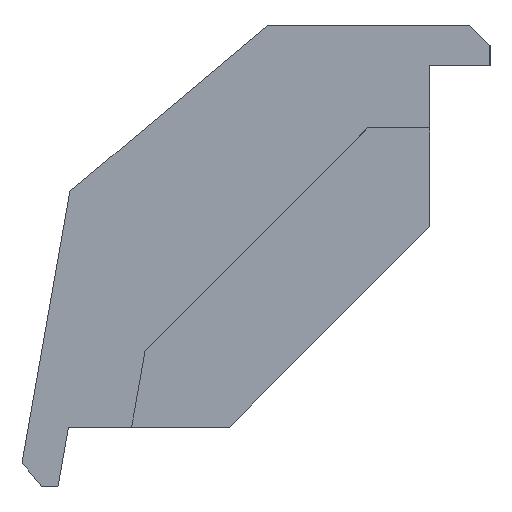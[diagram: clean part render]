
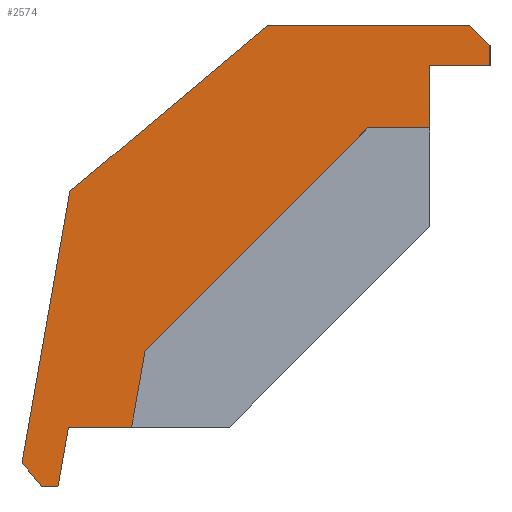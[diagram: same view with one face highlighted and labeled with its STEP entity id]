
A CAD part, left-side view. The second image highlights one B-rep face of the part: STEP entity #2574.
In plain terms, the highlighted planar face has unit normal (-1, 0, 0).
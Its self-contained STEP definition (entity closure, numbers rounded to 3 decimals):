
#86 = DIRECTION ( 'NONE',  ( 0., 0.174, -0.985 ) ) ;
#113 = EDGE_CURVE ( 'NONE', #447, #1274, #1702, .T. ) ;
#118 = VERTEX_POINT ( 'NONE', #1060 ) ;
#130 = FACE_OUTER_BOUND ( 'NONE', #1548, .T. ) ;
#159 = VERTEX_POINT ( 'NONE', #444 ) ;
#246 = CARTESIAN_POINT ( 'NONE',  ( 4.702, 92.753, -14.723 ) ) ;
#250 = CARTESIAN_POINT ( 'NONE',  ( 4.702, 82.294, 25.909 ) ) ;
#259 = DIRECTION ( 'NONE',  ( 0., 0.174, -0.985 ) ) ;
#271 = VECTOR ( 'NONE', #2148, 1000. ) ;
#288 = ORIENTED_EDGE ( 'NONE', *, *, #2261, .T. ) ;
#318 = LINE ( 'NONE', #1931, #1742 ) ;
#326 = ORIENTED_EDGE ( 'NONE', *, *, #2555, .F. ) ;
#327 = VECTOR ( 'NONE', #1008, 1000. ) ;
#350 = ORIENTED_EDGE ( 'NONE', *, *, #1628, .T. ) ;
#385 = CARTESIAN_POINT ( 'NONE',  ( 4.702, 88.815, 18.954 ) ) ;
#444 = CARTESIAN_POINT ( 'NONE',  ( 4.702, 83.146, 21.909 ) ) ;
#447 = VERTEX_POINT ( 'NONE', #1295 ) ;
#453 = EDGE_CURVE ( 'NONE', #608, #2569, #659, .T. ) ;
#467 = VECTOR ( 'NONE', #1418, 1000. ) ;
#487 = VERTEX_POINT ( 'NONE', #2485 ) ;
#490 = EDGE_CURVE ( 'NONE', #487, #2530, #1874, .T. ) ;
#536 = DIRECTION ( 'NONE',  ( 1., 0., 0. ) ) ;
#569 = VERTEX_POINT ( 'NONE', #923 ) ;
#603 = DIRECTION ( 'NONE',  ( 0., -0.643, -0.766 ) ) ;
#608 = VERTEX_POINT ( 'NONE', #2007 ) ;
#612 = VERTEX_POINT ( 'NONE', #814 ) ;
#614 = EDGE_CURVE ( 'NONE', #2049, #2569, #616, .T. ) ;
#616 = LINE ( 'NONE', #385, #327 ) ;
#635 = LINE ( 'NONE', #2020, #2481 ) ;
#659 = LINE ( 'NONE', #246, #2042 ) ;
#670 = VECTOR ( 'NONE', #2009, 1000. ) ;
#676 = VECTOR ( 'NONE', #603, 1000. ) ;
#679 = DIRECTION ( 'NONE',  ( 0., 0., 1. ) ) ;
#696 = ORIENTED_EDGE ( 'NONE', *, *, #490, .T. ) ;
#719 = DIRECTION ( 'NONE',  ( 0., 0., -1. ) ) ;
#730 = CARTESIAN_POINT ( 'NONE',  ( 4.702, -50.718, -63.091 ) ) ;
#746 = DIRECTION ( 'NONE',  ( 0., 0.174, -0.985 ) ) ;
#766 = VERTEX_POINT ( 'NONE', #1733 ) ;
#790 = VERTEX_POINT ( 'NONE', #2568 ) ;
#814 = CARTESIAN_POINT ( 'NONE',  ( 4.702, 68.294, 36.809 ) ) ;
#843 = CARTESIAN_POINT ( 'NONE',  ( 4.702, 65.294, 39.909 ) ) ;
#894 = AXIS2_PLACEMENT_3D ( 'NONE', #730, #536, #719 ) ;
#923 = CARTESIAN_POINT ( 'NONE',  ( 4.702, 82.472, 25.731 ) ) ;
#925 = DIRECTION ( 'NONE',  ( 0., 1., 0. ) ) ;
#931 = LINE ( 'NONE', #1343, #1568 ) ;
#961 = CARTESIAN_POINT ( 'NONE',  ( 4.702, 65.294, 40.909 ) ) ;
#994 = ORIENTED_EDGE ( 'NONE', *, *, #614, .T. ) ;
#1008 = DIRECTION ( 'NONE',  ( 0., -1., 0. ) ) ;
#1041 = DIRECTION ( 'NONE',  ( 0., 1., 0. ) ) ;
#1060 = CARTESIAN_POINT ( 'NONE',  ( 4.702, 66.294, 41.909 ) ) ;
#1064 = EDGE_CURVE ( 'NONE', #569, #159, #1756, .T. ) ;
#1094 = ORIENTED_EDGE ( 'NONE', *, *, #1064, .F. ) ;
#1127 = ORIENTED_EDGE ( 'NONE', *, *, #1740, .T. ) ;
#1129 = CARTESIAN_POINT ( 'NONE',  ( 4.702, 71.394, 36.809 ) ) ;
#1130 = EDGE_CURVE ( 'NONE', #159, #608, #2193, .T. ) ;
#1153 = LINE ( 'NONE', #2122, #1784 ) ;
#1274 = VERTEX_POINT ( 'NONE', #1374 ) ;
#1295 = CARTESIAN_POINT ( 'NONE',  ( 4.702, 86.225, 33.645 ) ) ;
#1343 = CARTESIAN_POINT ( 'NONE',  ( 4.702, 66.294, 41.909 ) ) ;
#1374 = CARTESIAN_POINT ( 'NONE',  ( 4.702, 88.608, 20.128 ) ) ;
#1414 = ORIENTED_EDGE ( 'NONE', *, *, #1457, .T. ) ;
#1418 = DIRECTION ( 'NONE',  ( 0., -0.707, 0.707 ) ) ;
#1446 = LINE ( 'NONE', #250, #467 ) ;
#1457 = EDGE_CURVE ( 'NONE', #2530, #118, #931, .T. ) ;
#1475 = VERTEX_POINT ( 'NONE', #1129 ) ;
#1520 = VECTOR ( 'NONE', #746, 1000. ) ;
#1548 = EDGE_LOOP ( 'NONE', ( #2263, #350, #994, #1857, #2401, #1094, #1127, #326, #2520, #1897, #696, #1414, #1554, #288 ) ) ;
#1554 = ORIENTED_EDGE ( 'NONE', *, *, #2045, .T. ) ;
#1555 = CARTESIAN_POINT ( 'NONE',  ( 4.702, 76.376, 41.909 ) ) ;
#1568 = VECTOR ( 'NONE', #2519, 1000. ) ;
#1573 = VECTOR ( 'NONE', #1866, 1000. ) ;
#1628 = EDGE_CURVE ( 'NONE', #1274, #2049, #2403, .T. ) ;
#1635 = CARTESIAN_POINT ( 'NONE',  ( 4.702, -50.718, 21.909 ) ) ;
#1666 = CARTESIAN_POINT ( 'NONE',  ( 4.702, 103.282, -63.091 ) ) ;
#1670 = EDGE_CURVE ( 'NONE', #487, #766, #1816, .T. ) ;
#1702 = LINE ( 'NONE', #1666, #2160 ) ;
#1733 = CARTESIAN_POINT ( 'NONE',  ( 4.702, 68.294, 39.909 ) ) ;
#1740 = EDGE_CURVE ( 'NONE', #569, #1475, #1446, .T. ) ;
#1742 = VECTOR ( 'NONE', #679, 1000. ) ;
#1752 = PLANE ( 'NONE',  #894 ) ;
#1756 = LINE ( 'NONE', #2179, #1520 ) ;
#1770 = CARTESIAN_POINT ( 'NONE',  ( 4.702, 87.623, 18.954 ) ) ;
#1784 = VECTOR ( 'NONE', #925, 1000. ) ;
#1806 = EDGE_CURVE ( 'NONE', #612, #766, #318, .T. ) ;
#1816 = LINE ( 'NONE', #2454, #1573 ) ;
#1824 = CARTESIAN_POINT ( 'NONE',  ( 4.702, 87.623, 18.954 ) ) ;
#1857 = ORIENTED_EDGE ( 'NONE', *, *, #453, .F. ) ;
#1866 = DIRECTION ( 'NONE',  ( 0., 1., 0. ) ) ;
#1874 = LINE ( 'NONE', #843, #2006 ) ;
#1897 = ORIENTED_EDGE ( 'NONE', *, *, #1670, .F. ) ;
#1931 = CARTESIAN_POINT ( 'NONE',  ( 4.702, 68.294, 46.909 ) ) ;
#1957 = CARTESIAN_POINT ( 'NONE',  ( 4.702, 86.815, 18.954 ) ) ;
#2006 = VECTOR ( 'NONE', #2471, 1000. ) ;
#2007 = CARTESIAN_POINT ( 'NONE',  ( 4.702, 86.294, 21.909 ) ) ;
#2009 = DIRECTION ( 'NONE',  ( 0., 1., 0. ) ) ;
#2020 = CARTESIAN_POINT ( 'NONE',  ( 4.702, -50.718, 41.909 ) ) ;
#2042 = VECTOR ( 'NONE', #259, 1000. ) ;
#2045 = EDGE_CURVE ( 'NONE', #118, #790, #635, .T. ) ;
#2049 = VERTEX_POINT ( 'NONE', #1824 ) ;
#2122 = CARTESIAN_POINT ( 'NONE',  ( 4.702, -50.718, 36.809 ) ) ;
#2148 = DIRECTION ( 'NONE',  ( 0., 0.766, -0.643 ) ) ;
#2160 = VECTOR ( 'NONE', #86, 1000. ) ;
#2179 = CARTESIAN_POINT ( 'NONE',  ( 4.702, 89.7, -15.261 ) ) ;
#2193 = LINE ( 'NONE', #1635, #670 ) ;
#2261 = EDGE_CURVE ( 'NONE', #790, #447, #2337, .T. ) ;
#2263 = ORIENTED_EDGE ( 'NONE', *, *, #113, .T. ) ;
#2337 = LINE ( 'NONE', #1555, #271 ) ;
#2401 = ORIENTED_EDGE ( 'NONE', *, *, #1130, .F. ) ;
#2403 = LINE ( 'NONE', #1770, #676 ) ;
#2454 = CARTESIAN_POINT ( 'NONE',  ( 4.702, -50.718, 39.909 ) ) ;
#2471 = DIRECTION ( 'NONE',  ( 0., 0., 1. ) ) ;
#2481 = VECTOR ( 'NONE', #1041, 1000. ) ;
#2485 = CARTESIAN_POINT ( 'NONE',  ( 4.702, 65.294, 39.909 ) ) ;
#2519 = DIRECTION ( 'NONE',  ( 0., 0.707, 0.707 ) ) ;
#2520 = ORIENTED_EDGE ( 'NONE', *, *, #1806, .T. ) ;
#2530 = VERTEX_POINT ( 'NONE', #961 ) ;
#2555 = EDGE_CURVE ( 'NONE', #612, #1475, #1153, .T. ) ;
#2568 = CARTESIAN_POINT ( 'NONE',  ( 4.702, 76.376, 41.909 ) ) ;
#2569 = VERTEX_POINT ( 'NONE', #1957 ) ;
#2574 = ADVANCED_FACE ( 'NONE', ( #130 ), #1752, .F. ) ;
